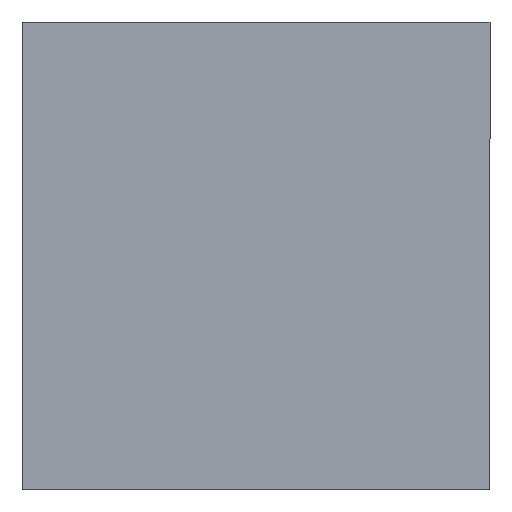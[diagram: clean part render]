
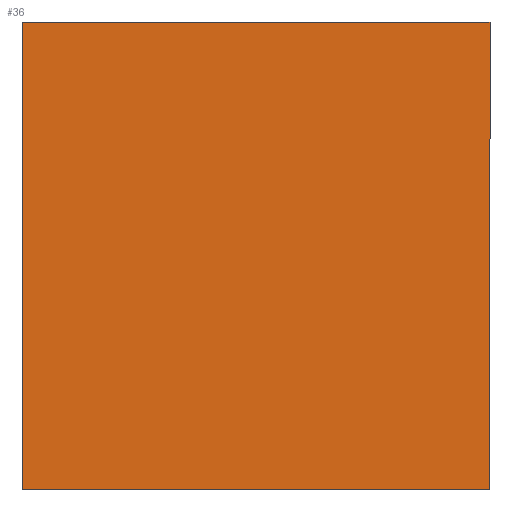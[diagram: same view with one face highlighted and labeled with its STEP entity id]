
A CAD part, front view. The second image highlights one B-rep face of the part: STEP entity #36.
In plain terms, the highlighted planar face has unit normal (0, -1, 0).
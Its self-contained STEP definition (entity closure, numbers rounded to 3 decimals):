
#29 = ORIENTED_EDGE ( 'NONE', *, *, #1549, .F. ) ;
#36 = ADVANCED_FACE ( 'NONE', ( #558 ), #651, .F. ) ;
#102 = VECTOR ( 'NONE', #1060, 1000. ) ;
#158 = CARTESIAN_POINT ( 'NONE',  ( 175., 0., -175. ) ) ;
#308 = VERTEX_POINT ( 'NONE', #840 ) ;
#332 = CARTESIAN_POINT ( 'NONE',  ( -175., 0., -175. ) ) ;
#388 = EDGE_CURVE ( 'NONE', #471, #975, #1426, .T. ) ;
#457 = CARTESIAN_POINT ( 'NONE',  ( 175., 0., -175. ) ) ;
#471 = VERTEX_POINT ( 'NONE', #927 ) ;
#543 = CARTESIAN_POINT ( 'NONE',  ( 0., 0., 0. ) ) ;
#558 = FACE_OUTER_BOUND ( 'NONE', #1056, .T. ) ;
#632 = VECTOR ( 'NONE', #1397, 1000. ) ;
#637 = ORIENTED_EDGE ( 'NONE', *, *, #1419, .F. ) ;
#651 = PLANE ( 'NONE',  #1204 ) ;
#667 = CARTESIAN_POINT ( 'NONE',  ( -175., 0., -175. ) ) ;
#690 = DIRECTION ( 'NONE',  ( 0., 0., -1. ) ) ;
#742 = EDGE_CURVE ( 'NONE', #920, #308, #1134, .T. ) ;
#840 = CARTESIAN_POINT ( 'NONE',  ( -175., 0., -175. ) ) ;
#920 = VERTEX_POINT ( 'NONE', #158 ) ;
#927 = CARTESIAN_POINT ( 'NONE',  ( -175., 0., 175. ) ) ;
#975 = VERTEX_POINT ( 'NONE', #1355 ) ;
#1010 = ORIENTED_EDGE ( 'NONE', *, *, #742, .F. ) ;
#1056 = EDGE_LOOP ( 'NONE', ( #637, #1268, #29, #1010 ) ) ;
#1060 = DIRECTION ( 'NONE',  ( 1., 0., 0. ) ) ;
#1082 = CARTESIAN_POINT ( 'NONE',  ( -175., 0., 175. ) ) ;
#1123 = DIRECTION ( 'NONE',  ( 0., 0., 1. ) ) ;
#1134 = LINE ( 'NONE', #667, #632 ) ;
#1139 = DIRECTION ( 'NONE',  ( 0., 1., 0. ) ) ;
#1170 = LINE ( 'NONE', #457, #1502 ) ;
#1204 = AXIS2_PLACEMENT_3D ( 'NONE', #543, #1139, #1123 ) ;
#1220 = VECTOR ( 'NONE', #1290, 1000. ) ;
#1268 = ORIENTED_EDGE ( 'NONE', *, *, #388, .F. ) ;
#1290 = DIRECTION ( 'NONE',  ( 0., 0., 1. ) ) ;
#1355 = CARTESIAN_POINT ( 'NONE',  ( 175., 0., 175. ) ) ;
#1397 = DIRECTION ( 'NONE',  ( -1., 0., 0. ) ) ;
#1411 = LINE ( 'NONE', #332, #1220 ) ;
#1419 = EDGE_CURVE ( 'NONE', #975, #920, #1170, .T. ) ;
#1426 = LINE ( 'NONE', #1082, #102 ) ;
#1502 = VECTOR ( 'NONE', #690, 1000. ) ;
#1549 = EDGE_CURVE ( 'NONE', #308, #471, #1411, .T. ) ;
